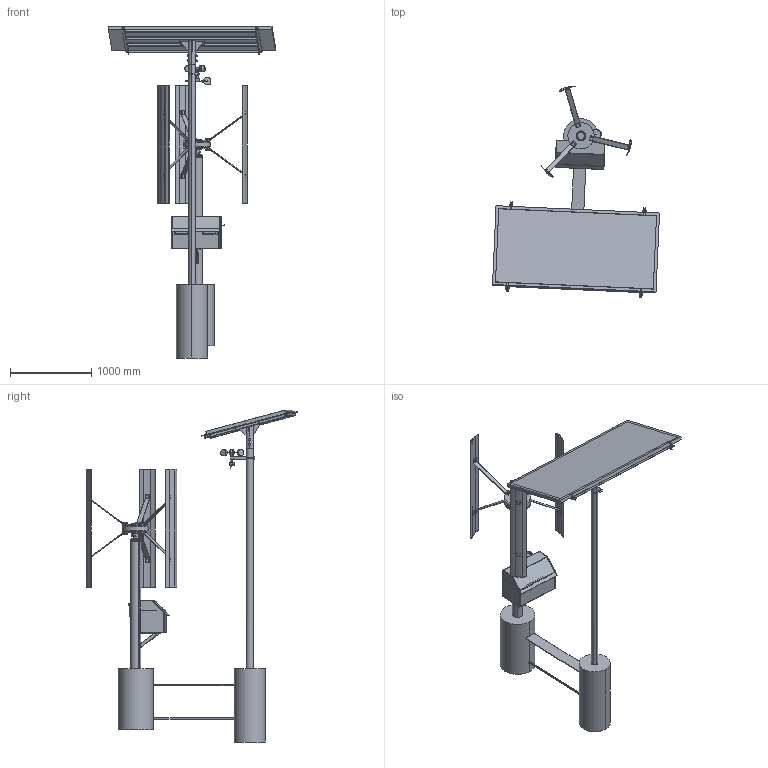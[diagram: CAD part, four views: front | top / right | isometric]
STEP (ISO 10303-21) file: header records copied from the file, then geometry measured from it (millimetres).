
FILE_DESCRIPTION(('CATIA V5 STEP Exchange'),'2;1');
FILE_NAME('WINDRIS.stp','2021-04-20T02:12:48+00:00',('none'),('none'),'CATIA Version 5 Release 21 GA (IN-10)','CATIA V5 STEP AP203','none');
FILE_SCHEMA(('CONFIG_CONTROL_DESIGN'));
Length unit declared in the file: millimetre
Products named in the file (12): WINDRIS; Conjunto Turbina WINDRIS; Gabinete da Bateria e Eletronicos; Turbina VAWT; Parafusos, Porcas e Ruelas - Flange Turbina Superior; Parafusos, Porcas e Ruelas - Flange Turbina Inferior; ISO 4762 SCREW M10x20 STEEL HEXAGON SOCKET HEAD CAP.23; ISO 7092 WASHER 12x20 STEEL GRADE A PLAIN SMALL SERIES 1; Conjunto Parafuso Flange-Rotor; ISO 4762 SCREW M12x40 STEEL HEXAGON SOCKET HEAD CAP.6; Conjunto Painel Solar; Estrutura de Suporte do Painel Solar
Assembly tree (250 placements, depth 5):
  WINDRIS
    Conjunto Turbina WINDRIS
      Gabinete da Bateria e Eletronicos
        #74
        #1850
        #2934  x8
        #3616
        #4111  x2
        #4301
      #4418
      Turbina VAWT
        #4904
        #7375  x2
        #8995  x3
        #11547  x6
        #12766  x24
        Parafusos, Porcas e Ruelas - Flange Turbina Superior
          #13997  x24
          #14229  x12
          #15227  x12
        Parafusos, Porcas e Ruelas - Flange Turbina Inferior
          #16592  x24
          #16824  x12
          #17822  x12
        ISO 4762 SCREW M10x20 STEEL HEXAGON SOCKET HEAD CAP.23
          #19187  x20
      ISO 7092 WASHER 12x20 STEEL GRADE A PLAIN SMALL SERIES 1
        #20420  x6
      #20725
      Conjunto Parafuso Flange-Rotor
        #22445
        #20420  x2
        #23389
      #24198
      #24302
      ISO 4762 SCREW M12x40 STEEL HEXAGON SOCKET HEAD CAP.6
        #24414  x6
      #25416
      #26234  x4
      #26856  x4
      #28083
    Conjunto Painel Solar
      #29097  x2
      #29683  x4
      #29900  x2
      Estrutura de Suporte do Painel Solar
        #30467  x2
        #30952  x2
        #31307
        #32771  x2
        #33097  x4
        #33651
        #34529
        #35407
        #36285
        #37163
        #37380  x4
        #37928
        #38160
        #38377
Bounding box: 2049.51 x 2591.85 x 4074.1 mm (x, y, z)
Volume: 378813368.2 mm3; surface area: 25360114.8 mm2
Topology: 240 solids, 244 shells, 5245 faces, 12407 edges, 7953 vertices
Faces by surface type: plane 1942, cylinder 1936, cone 940, torus 350, bspline 32, sphere 24, extrusion 21
Entity records: 43713 total; most frequent: CARTESIAN_POINT 11464, ORIENTED_EDGE 6414, DIRECTION 5540, EDGE_CURVE 3207, AXIS2_PLACEMENT_3D 2663, VERTEX_POINT 2095, EDGE_LOOP 1664, VECTOR 1502
